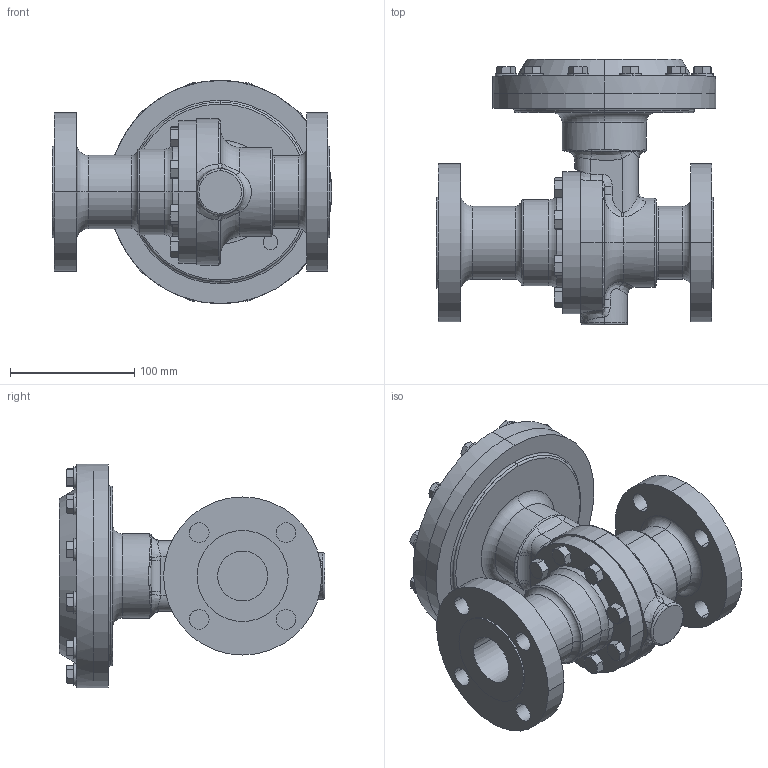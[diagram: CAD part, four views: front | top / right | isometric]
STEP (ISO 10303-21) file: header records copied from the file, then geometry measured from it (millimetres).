
FILE_DESCRIPTION (( 'STEP AP203' ), '1' );
FILE_NAME ('56-150-CS+S6-I5.step', '2017-10-04T15:18:55', ( '' ), ( '' ), 'SwSTEP 2.0', 'SolidWorks 2014', '' );
FILE_SCHEMA (( 'CONFIG_CONTROL_DESIGN' ));
Length unit declared in the file: inch
Products named in the file (1): 56-150-CS+S6-I5
Bounding box: 224.69 x 213.45 x 179.32 mm (x, y, z)
Volume: 2236397.7 mm3; surface area: 222778.3 mm2
Topology: 1 solids, 1 shells, 476 faces, 1103 edges, 662 vertices
Faces by surface type: plane 188, cone 128, cylinder 90, bspline 40, torus 30
Entity records: 17714 total; most frequent: CARTESIAN_POINT 7319, ORIENTED_EDGE 2206, DIRECTION 2069, EDGE_CURVE 1103, AXIS2_PLACEMENT_3D 862, VERTEX_POINT 662, EDGE_LOOP 525, FACE_OUTER_BOUND 476
